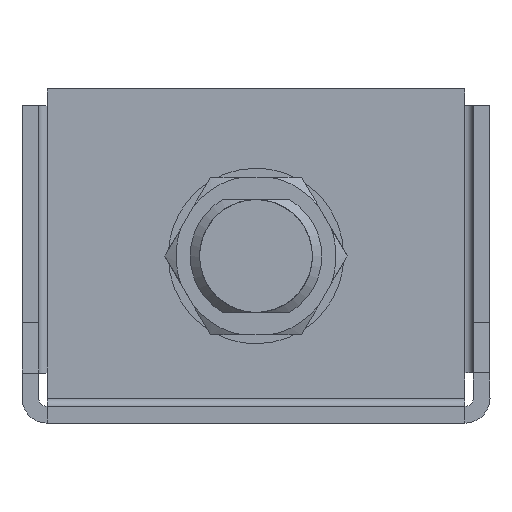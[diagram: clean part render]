
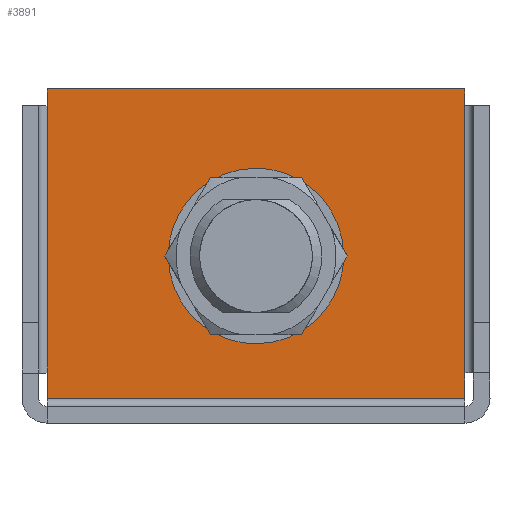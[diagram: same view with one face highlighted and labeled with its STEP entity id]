
A CAD part, front view. The second image highlights one B-rep face of the part: STEP entity #3891.
In plain terms, the highlighted planar face has unit normal (0, -1, 0).
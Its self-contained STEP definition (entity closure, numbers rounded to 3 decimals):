
#14 = VECTOR ( 'NONE', #3639, 1000. ) ;
#77 = FACE_BOUND ( 'NONE', #1772, .T. ) ;
#119 = CARTESIAN_POINT ( 'NONE',  ( 33.955, -25.534, 45.129 ) ) ;
#166 = ORIENTED_EDGE ( 'NONE', *, *, #1027, .F. ) ;
#270 = VERTEX_POINT ( 'NONE', #3280 ) ;
#285 = ORIENTED_EDGE ( 'NONE', *, *, #1635, .F. ) ;
#308 = CARTESIAN_POINT ( 'NONE',  ( 33.955, -25.534, 48.129 ) ) ;
#386 = VERTEX_POINT ( 'NONE', #535 ) ;
#465 = EDGE_CURVE ( 'NONE', #1413, #270, #1526, .T. ) ;
#535 = CARTESIAN_POINT ( 'NONE',  ( 33.955, -25.534, 48.129 ) ) ;
#560 = DIRECTION ( 'NONE',  ( 0., 0., 1. ) ) ;
#625 = ORIENTED_EDGE ( 'NONE', *, *, #1531, .F. ) ;
#628 = CARTESIAN_POINT ( 'NONE',  ( 33.955, -25.534, 45.129 ) ) ;
#646 = VECTOR ( 'NONE', #560, 1000. ) ;
#701 = ORIENTED_EDGE ( 'NONE', *, *, #1618, .T. ) ;
#751 = VECTOR ( 'NONE', #1416, 1000. ) ;
#792 = AXIS2_PLACEMENT_3D ( 'NONE', #3130, #1210, #3450 ) ;
#814 = LINE ( 'NONE', #1260, #2542 ) ;
#845 = EDGE_CURVE ( 'NONE', #386, #3520, #2757, .T. ) ;
#867 = LINE ( 'NONE', #3625, #751 ) ;
#923 = VERTEX_POINT ( 'NONE', #2583 ) ;
#990 = CIRCLE ( 'NONE', #792, 10.5 ) ;
#1023 = EDGE_LOOP ( 'NONE', ( #285, #1660, #2940, #701, #3238, #2234, #625, #3481 ) ) ;
#1027 = EDGE_CURVE ( 'NONE', #1521, #1521, #990, .T. ) ;
#1210 = DIRECTION ( 'NONE',  ( 0., -1., 0. ) ) ;
#1251 = AXIS2_PLACEMENT_3D ( 'NONE', #3213, #1299, #3527 ) ;
#1260 = CARTESIAN_POINT ( 'NONE',  ( -16.045, -25.534, 48.126 ) ) ;
#1299 = DIRECTION ( 'NONE',  ( 0., -1., 0. ) ) ;
#1413 = VERTEX_POINT ( 'NONE', #1905 ) ;
#1416 = DIRECTION ( 'NONE',  ( 0., 0., 1. ) ) ;
#1466 = CARTESIAN_POINT ( 'NONE',  ( 1.972, -25.534, 69.97 ) ) ;
#1521 = VERTEX_POINT ( 'NONE', #1466 ) ;
#1526 = LINE ( 'NONE', #2145, #646 ) ;
#1531 = EDGE_CURVE ( 'NONE', #3362, #1413, #814, .T. ) ;
#1598 = DIRECTION ( 'NONE',  ( 0., 0., 1. ) ) ;
#1613 = DIRECTION ( 'NONE',  ( 0., 0., 1. ) ) ;
#1618 = EDGE_CURVE ( 'NONE', #3520, #923, #3968, .T. ) ;
#1619 = DIRECTION ( 'NONE',  ( 0., 0., 1. ) ) ;
#1635 = EDGE_CURVE ( 'NONE', #2484, #2106, #3025, .T. ) ;
#1660 = ORIENTED_EDGE ( 'NONE', *, *, #4117, .T. ) ;
#1772 = EDGE_LOOP ( 'NONE', ( #166 ) ) ;
#1815 = VECTOR ( 'NONE', #1613, 1000. ) ;
#1905 = CARTESIAN_POINT ( 'NONE',  ( -16.047, -25.534, 80.126 ) ) ;
#1984 = CARTESIAN_POINT ( 'NONE',  ( 33.955, -25.534, 45.129 ) ) ;
#2052 = DIRECTION ( 'NONE',  ( -1., 0., 0. ) ) ;
#2057 = CARTESIAN_POINT ( 'NONE',  ( 33.953, -25.534, 80.129 ) ) ;
#2106 = VERTEX_POINT ( 'NONE', #3038 ) ;
#2145 = CARTESIAN_POINT ( 'NONE',  ( -16.045, -25.534, 45.126 ) ) ;
#2197 = VECTOR ( 'NONE', #2578, 1000. ) ;
#2234 = ORIENTED_EDGE ( 'NONE', *, *, #465, .F. ) ;
#2484 = VERTEX_POINT ( 'NONE', #1984 ) ;
#2490 = LINE ( 'NONE', #3954, #4158 ) ;
#2514 = LINE ( 'NONE', #119, #14 ) ;
#2542 = VECTOR ( 'NONE', #1598, 1000. ) ;
#2566 = FACE_OUTER_BOUND ( 'NONE', #1023, .T. ) ;
#2578 = DIRECTION ( 'NONE',  ( -1., 0., 0. ) ) ;
#2583 = CARTESIAN_POINT ( 'NONE',  ( 33.953, -25.534, 82.129 ) ) ;
#2676 = EDGE_CURVE ( 'NONE', #923, #270, #2490, .T. ) ;
#2682 = EDGE_CURVE ( 'NONE', #2106, #3362, #867, .T. ) ;
#2757 = LINE ( 'NONE', #308, #1815 ) ;
#2940 = ORIENTED_EDGE ( 'NONE', *, *, #845, .T. ) ;
#3025 = LINE ( 'NONE', #3831, #2197 ) ;
#3038 = CARTESIAN_POINT ( 'NONE',  ( -16.045, -25.534, 45.126 ) ) ;
#3130 = CARTESIAN_POINT ( 'NONE',  ( 8.954, -25.534, 62.128 ) ) ;
#3137 = VECTOR ( 'NONE', #1619, 1000. ) ;
#3191 = PLANE ( 'NONE',  #1251 ) ;
#3213 = CARTESIAN_POINT ( 'NONE',  ( 139.247, -25.534, 45.136 ) ) ;
#3238 = ORIENTED_EDGE ( 'NONE', *, *, #2676, .T. ) ;
#3280 = CARTESIAN_POINT ( 'NONE',  ( -16.047, -25.534, 82.126 ) ) ;
#3362 = VERTEX_POINT ( 'NONE', #3917 ) ;
#3450 = DIRECTION ( 'NONE',  ( -0.665, 0., 0.747 ) ) ;
#3481 = ORIENTED_EDGE ( 'NONE', *, *, #2682, .F. ) ;
#3520 = VERTEX_POINT ( 'NONE', #2057 ) ;
#3527 = DIRECTION ( 'NONE',  ( 0.747, 0., 0.665 ) ) ;
#3625 = CARTESIAN_POINT ( 'NONE',  ( -16.045, -25.534, 45.126 ) ) ;
#3639 = DIRECTION ( 'NONE',  ( 0., 0., 1. ) ) ;
#3831 = CARTESIAN_POINT ( 'NONE',  ( 139.247, -25.534, 45.136 ) ) ;
#3891 = ADVANCED_FACE ( 'NONE', ( #2566, #77 ), #3191, .T. ) ;
#3917 = CARTESIAN_POINT ( 'NONE',  ( -16.045, -25.534, 48.126 ) ) ;
#3954 = CARTESIAN_POINT ( 'NONE',  ( 139.245, -25.534, 82.136 ) ) ;
#3968 = LINE ( 'NONE', #628, #3137 ) ;
#4117 = EDGE_CURVE ( 'NONE', #2484, #386, #2514, .T. ) ;
#4158 = VECTOR ( 'NONE', #2052, 1000. ) ;
